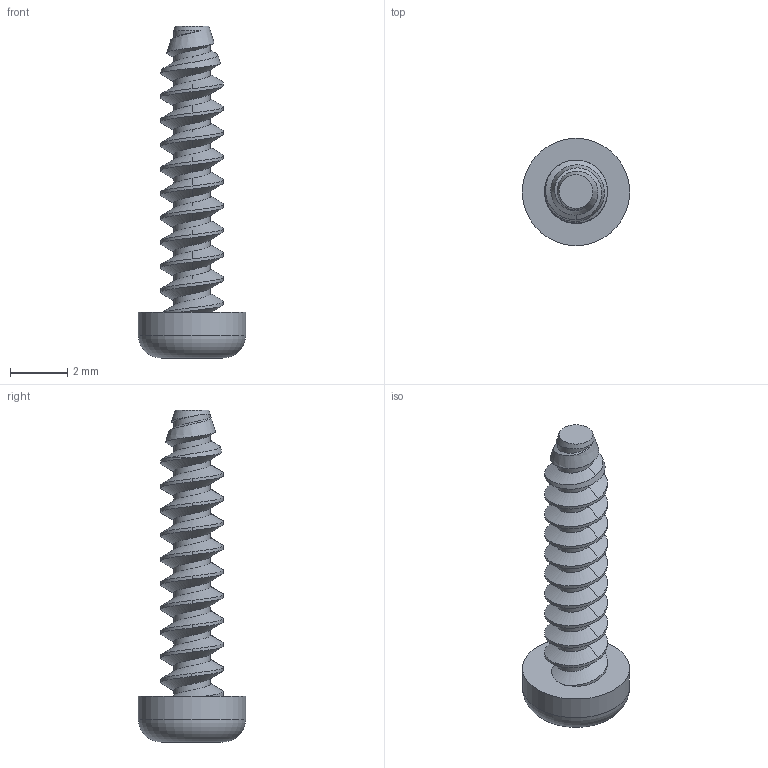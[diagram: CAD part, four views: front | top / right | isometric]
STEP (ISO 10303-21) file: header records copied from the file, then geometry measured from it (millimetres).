
FILE_DESCRIPTION(/* description */ (''),/* implementation_level */ '2;1');
FILE_NAME(/* name */ 'M2x10 STS_v1.step',/* time_stamp */ '2023-05-23T22:34:30-06:00',/* author */ (''),/* organization */ (''),/* preprocessor_version */ 'ST-DEVELOPER v19.2',/* originating_system */ 'Autodesk Translation Framework v12.4.0.73',/* authorisation */ '');
FILE_SCHEMA (('AUTOMOTIVE_DESIGN { 1 0 10303 214 3 1 1 }'));
Length unit declared in the file: millimetre
Products named in the file (1): M2x10 STS
Bounding box: 3.75 x 3.75 x 11.6 mm (x, y, z)
Volume: 36.9 mm3; surface area: 124.2 mm2
Topology: 1 solids, 1 shells, 67 faces, 189 edges, 126 vertices
Faces by surface type: cylinder 36, bspline 24, plane 4, cone 2, torus 1
Full cylindrical faces by diameter (mm): 1.28 x11, 2.2 x9, 3.75 x1
Entity records: 5093 total; most frequent: CARTESIAN_POINT 3563, ORIENTED_EDGE 378, DIRECTION 218, EDGE_CURVE 189, VERTEX_POINT 126, B_SPLINE_CURVE_WITH_KNOTS 95, AXIS2_PLACEMENT_3D 80, EDGE_LOOP 69
